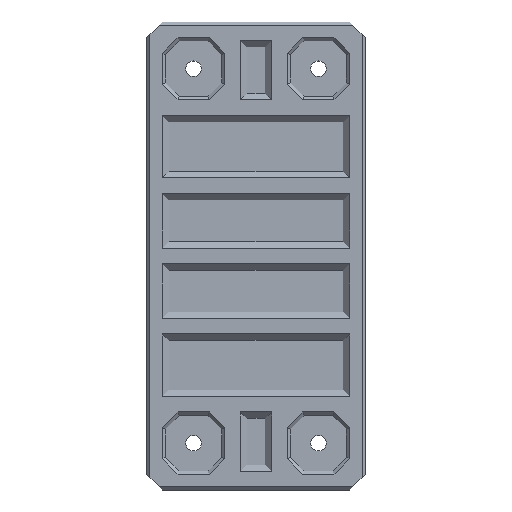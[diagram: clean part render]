
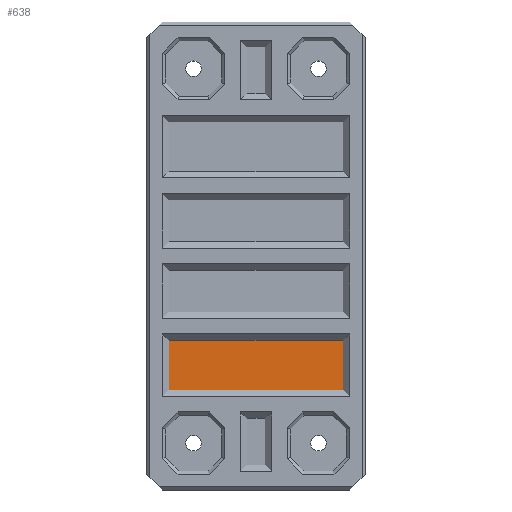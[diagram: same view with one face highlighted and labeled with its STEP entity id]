
A CAD part, top view. The second image highlights one B-rep face of the part: STEP entity #638.
In plain terms, the highlighted planar face has unit normal (0, 0, 1).
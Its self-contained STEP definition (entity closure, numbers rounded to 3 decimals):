
#638=ADVANCED_FACE('',(#1292),#1294,.T.);
#1292=FACE_BOUND('',#1293,.T.);
#1293=EDGE_LOOP('',(#1781,#1782,#1783,#1784));
#1294=PLANE('',#1295);
#1295=AXIS2_PLACEMENT_3D('',#1296,#1297,#1298);
#1296=CARTESIAN_POINT('',(0.,0.,1.));
#1297=DIRECTION('',(0.,0.,1.));
#1298=DIRECTION('',(-1.,0.,0.));
#1781=ORIENTED_EDGE('',*,*,#2028,.T.);
#1782=ORIENTED_EDGE('',*,*,#2026,.T.);
#1783=ORIENTED_EDGE('',*,*,#2024,.T.);
#1784=ORIENTED_EDGE('',*,*,#2022,.T.);
#2022=EDGE_CURVE('',#2347,#2345,#2348,.T.);
#2024=EDGE_CURVE('',#2350,#2347,#2351,.T.);
#2026=EDGE_CURVE('',#2353,#2350,#2354,.T.);
#2028=EDGE_CURVE('',#2345,#2353,#2356,.T.);
#2345=VERTEX_POINT('',#3013);
#2347=VERTEX_POINT('',#3017);
#2348=LINE('',#3018,#3019);
#2350=VERTEX_POINT('',#3024);
#2351=LINE('',#3025,#3026);
#2353=VERTEX_POINT('',#3031);
#2354=LINE('',#3032,#3033);
#2356=LINE('',#3038,#3039);
#3013=CARTESIAN_POINT('',(-28.,-43.,1.));
#3017=CARTESIAN_POINT('',(-28.,-27.,1.));
#3018=CARTESIAN_POINT('',(-28.,-27.,1.));
#3019=VECTOR('',#3020,1.);
#3020=DIRECTION('',(0.,-1.,0.));
#3024=CARTESIAN_POINT('',(28.,-27.,1.));
#3025=CARTESIAN_POINT('',(28.,-27.,1.));
#3026=VECTOR('',#3027,1.);
#3027=DIRECTION('',(-1.,0.,0.));
#3031=CARTESIAN_POINT('',(28.,-43.,1.));
#3032=CARTESIAN_POINT('',(28.,-43.,1.));
#3033=VECTOR('',#3034,1.);
#3034=DIRECTION('',(0.,1.,0.));
#3038=CARTESIAN_POINT('',(-28.,-43.,1.));
#3039=VECTOR('',#3040,1.);
#3040=DIRECTION('',(1.,0.,0.));
